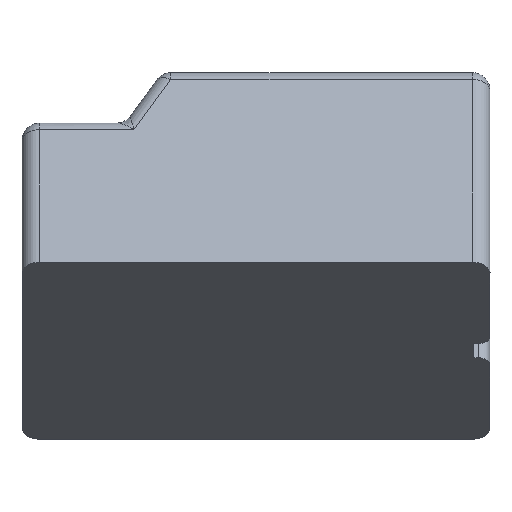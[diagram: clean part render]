
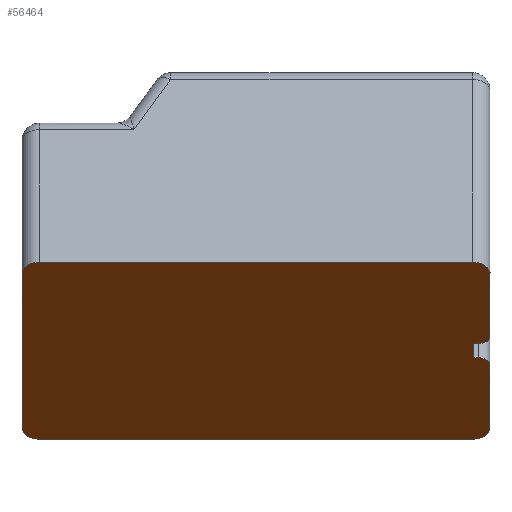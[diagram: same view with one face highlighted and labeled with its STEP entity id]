
A CAD part, left-side view. The second image highlights one B-rep face of the part: STEP entity #56464.
In plain terms, the highlighted planar face has unit normal (-0.612, 0, -0.791).
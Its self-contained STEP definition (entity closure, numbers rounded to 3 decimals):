
#2937=CIRCLE('',#60837,1.5);
#2938=CIRCLE('',#60844,1.);
#2939=CIRCLE('',#60847,1.5);
#2940=CIRCLE('',#60848,1.5);
#2941=CIRCLE('',#60849,1.5);
#2942=CIRCLE('',#60850,1.);
#6528=FACE_OUTER_BOUND('',#9695,.T.);
#9695=EDGE_LOOP('',(#50122,#50123,#50124,#50125,#50126,#50127,#50128,#50129,
#50130,#50131,#50132,#50133,#50134,#50135));
#15378=LINE('',#101032,#21076);
#15396=LINE('',#101091,#21094);
#15401=LINE('',#101105,#21099);
#15402=LINE('',#101108,#21100);
#15403=LINE('',#101112,#21101);
#15404=LINE('',#101115,#21102);
#15405=LINE('',#101119,#21103);
#15406=LINE('',#101122,#21104);
#21076=VECTOR('',#75115,2.);
#21094=VECTOR('',#75185,37.5);
#21099=VECTOR('',#75204,0.4);
#21100=VECTOR('',#75207,9.);
#21101=VECTOR('',#75210,37.5);
#21102=VECTOR('',#75213,22.);
#21103=VECTOR('',#75216,9.);
#21104=VECTOR('',#75219,0.4);
#26367=VERTEX_POINT('',#101029);
#26368=VERTEX_POINT('',#101031);
#26381=VERTEX_POINT('',#101083);
#26382=VERTEX_POINT('',#101085);
#26383=VERTEX_POINT('',#101089);
#26384=VERTEX_POINT('',#101099);
#26385=VERTEX_POINT('',#101101);
#26386=VERTEX_POINT('',#101107);
#26387=VERTEX_POINT('',#101109);
#26388=VERTEX_POINT('',#101111);
#26389=VERTEX_POINT('',#101113);
#26390=VERTEX_POINT('',#101116);
#26391=VERTEX_POINT('',#101118);
#26392=VERTEX_POINT('',#101120);
#34315=EDGE_CURVE('',#26368,#26367,#15378,.T.);
#34339=EDGE_CURVE('',#26382,#26381,#2937,.T.);
#34342=EDGE_CURVE('',#26381,#26383,#15396,.T.);
#34346=EDGE_CURVE('',#26384,#26385,#2938,.T.);
#34348=EDGE_CURVE('',#26367,#26385,#15401,.T.);
#34349=EDGE_CURVE('',#26384,#26386,#15402,.T.);
#34350=EDGE_CURVE('',#26386,#26387,#2939,.T.);
#34351=EDGE_CURVE('',#26387,#26388,#15403,.T.);
#34352=EDGE_CURVE('',#26388,#26389,#2940,.T.);
#34353=EDGE_CURVE('',#26389,#26382,#15404,.T.);
#34354=EDGE_CURVE('',#26383,#26390,#2941,.T.);
#34355=EDGE_CURVE('',#26390,#26391,#15405,.T.);
#34356=EDGE_CURVE('',#26392,#26391,#2942,.T.);
#34357=EDGE_CURVE('',#26392,#26368,#15406,.T.);
#50122=ORIENTED_EDGE('',*,*,#34346,.F.);
#50123=ORIENTED_EDGE('',*,*,#34349,.T.);
#50124=ORIENTED_EDGE('',*,*,#34350,.T.);
#50125=ORIENTED_EDGE('',*,*,#34351,.T.);
#50126=ORIENTED_EDGE('',*,*,#34352,.T.);
#50127=ORIENTED_EDGE('',*,*,#34353,.T.);
#50128=ORIENTED_EDGE('',*,*,#34339,.T.);
#50129=ORIENTED_EDGE('',*,*,#34342,.T.);
#50130=ORIENTED_EDGE('',*,*,#34354,.T.);
#50131=ORIENTED_EDGE('',*,*,#34355,.T.);
#50132=ORIENTED_EDGE('',*,*,#34356,.F.);
#50133=ORIENTED_EDGE('',*,*,#34357,.T.);
#50134=ORIENTED_EDGE('',*,*,#34315,.T.);
#50135=ORIENTED_EDGE('',*,*,#34348,.T.);
#52254=PLANE('',#60846);
#56464=ADVANCED_FACE('',(#6528),#52254,.F.);
#60837=AXIS2_PLACEMENT_3D('',#101086,#75179,#75180);
#60844=AXIS2_PLACEMENT_3D('',#101102,#75199,#75200);
#60846=AXIS2_PLACEMENT_3D('',#101106,#75205,#75206);
#60847=AXIS2_PLACEMENT_3D('',#101110,#75208,#75209);
#60848=AXIS2_PLACEMENT_3D('',#101114,#75211,#75212);
#60849=AXIS2_PLACEMENT_3D('',#101117,#75214,#75215);
#60850=AXIS2_PLACEMENT_3D('',#101121,#75217,#75218);
#75115=DIRECTION('',(-0.791,0.,0.612));
#75179=DIRECTION('center_axis',(-0.612,0.,
-0.791));
#75180=DIRECTION('ref_axis',(-0.791,0.,0.612));
#75185=DIRECTION('',(0.,-1.,0.));
#75199=DIRECTION('center_axis',(0.612,0.,
0.791));
#75200=DIRECTION('ref_axis',(0.559,-0.707,-0.433));
#75204=DIRECTION('',(0.,-1.,0.));
#75205=DIRECTION('center_axis',(0.612,0.,
0.791));
#75206=DIRECTION('ref_axis',(0.791,0.,-0.612));
#75207=DIRECTION('',(-0.791,0.,0.612));
#75208=DIRECTION('center_axis',(-0.612,0.,
-0.791));
#75209=DIRECTION('ref_axis',(0.791,0.,-0.612));
#75210=DIRECTION('',(0.,1.,0.));
#75211=DIRECTION('center_axis',(-0.612,0.,
-0.791));
#75212=DIRECTION('ref_axis',(0.,-1.,0.));
#75213=DIRECTION('',(0.791,0.,-0.612));
#75214=DIRECTION('center_axis',(-0.612,0.,
-0.791));
#75215=DIRECTION('ref_axis',(0.,1.,0.));
#75216=DIRECTION('',(-0.791,0.,0.612));
#75217=DIRECTION('center_axis',(0.612,0.,
0.791));
#75218=DIRECTION('ref_axis',(-0.559,-0.707,0.433));
#75219=DIRECTION('',(0.,1.,0.));
#101029=CARTESIAN_POINT('',(-38.373,-31.503,-4.193));
#101031=CARTESIAN_POINT('',(-36.791,-31.503,-5.417));
#101032=CARTESIAN_POINT('',(-37.187,-31.503,-5.111));
#101083=CARTESIAN_POINT('',(-27.699,6.097,-12.459));
#101085=CARTESIAN_POINT('',(-28.885,7.597,-11.54));
#101086=CARTESIAN_POINT('Origin',(-28.885,6.097,-11.54));
#101089=CARTESIAN_POINT('',(-27.699,-31.403,-12.459));
#101091=CARTESIAN_POINT('',(-27.699,6.097,-12.459));
#101099=CARTESIAN_POINT('',(-39.163,-32.903,-3.581));
#101101=CARTESIAN_POINT('',(-38.373,-31.903,-4.193));
#101102=CARTESIAN_POINT('Origin',(-39.163,-31.903,-3.581));
#101105=CARTESIAN_POINT('',(-38.373,-22.078,-4.193));
#101106=CARTESIAN_POINT('Origin',(-37.582,-12.653,-4.805));
#101107=CARTESIAN_POINT('',(-46.279,-32.903,1.93));
#101108=CARTESIAN_POINT('',(-28.885,-32.903,-11.54));
#101109=CARTESIAN_POINT('',(-47.465,-31.403,2.848));
#101110=CARTESIAN_POINT('Origin',(-46.279,-31.403,1.93));
#101111=CARTESIAN_POINT('',(-47.465,6.097,2.848));
#101112=CARTESIAN_POINT('',(-47.465,-31.403,2.848));
#101113=CARTESIAN_POINT('',(-46.279,7.597,1.93));
#101114=CARTESIAN_POINT('Origin',(-46.279,6.097,1.93));
#101115=CARTESIAN_POINT('',(-46.279,7.597,1.93));
#101116=CARTESIAN_POINT('',(-28.885,-32.903,-11.54));
#101117=CARTESIAN_POINT('Origin',(-28.885,-31.403,-11.54));
#101118=CARTESIAN_POINT('',(-36.001,-32.903,-6.03));
#101119=CARTESIAN_POINT('',(-28.885,-32.903,-11.54));
#101120=CARTESIAN_POINT('',(-36.791,-31.903,-5.417));
#101121=CARTESIAN_POINT('Origin',(-36.001,-31.903,-6.03));
#101122=CARTESIAN_POINT('',(-36.791,-22.778,-5.417));
